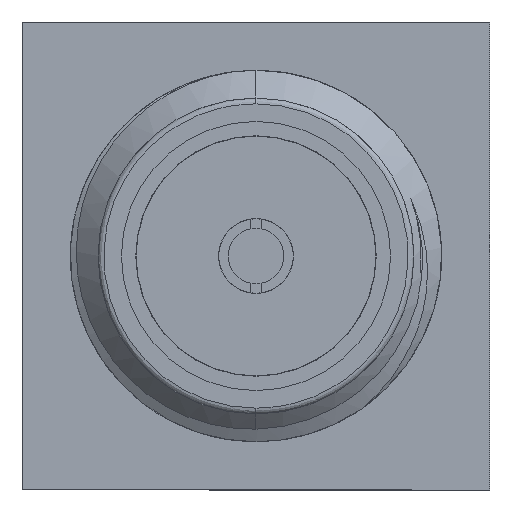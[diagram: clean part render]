
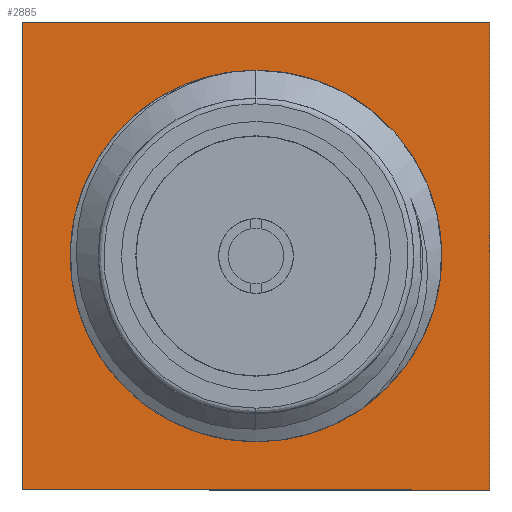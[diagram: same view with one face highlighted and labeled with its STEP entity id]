
A CAD part, left-side view. The second image highlights one B-rep face of the part: STEP entity #2885.
In plain terms, the highlighted planar face has unit normal (-1, 0, 0).
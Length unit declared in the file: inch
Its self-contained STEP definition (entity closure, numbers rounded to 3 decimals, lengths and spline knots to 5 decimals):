
#45 = CARTESIAN_POINT ( 'NONE',  ( 0.31024, 0.15748, 0.15748 ) ) ;
#92 = VERTEX_POINT ( 'NONE', #2235 ) ;
#242 = LINE ( 'NONE', #1026, #1308 ) ;
#380 = DIRECTION ( 'NONE',  ( 0., 0., 1. ) ) ;
#499 = CARTESIAN_POINT ( 'NONE',  ( 0.31024, 0., 0.1063 ) ) ;
#534 = LINE ( 'NONE', #45, #737 ) ;
#609 = PLANE ( 'NONE',  #3109 ) ;
#716 = CARTESIAN_POINT ( 'NONE',  ( 0.31024, 0.15748, 0.15748 ) ) ;
#725 = CARTESIAN_POINT ( 'NONE',  ( 0.31024, 0., 0. ) ) ;
#730 = CIRCLE ( 'NONE', #3006, 0.1063 ) ;
#737 = VECTOR ( 'NONE', #2526, 39.37008 ) ;
#763 = ORIENTED_EDGE ( 'NONE', *, *, #2407, .T. ) ;
#809 = DIRECTION ( 'NONE',  ( 0., -1., 0. ) ) ;
#825 = VECTOR ( 'NONE', #2581, 39.37008 ) ;
#863 = FACE_BOUND ( 'NONE', #2645, .T. ) ;
#891 = AXIS2_PLACEMENT_3D ( 'NONE', #934, #3146, #2921 ) ;
#934 = CARTESIAN_POINT ( 'NONE',  ( 0.31024, 0., 0. ) ) ;
#1026 = CARTESIAN_POINT ( 'NONE',  ( 0.31024, 0.15748, -0.15748 ) ) ;
#1113 = FACE_OUTER_BOUND ( 'NONE', #2551, .T. ) ;
#1147 = VECTOR ( 'NONE', #2740, 39.37008 ) ;
#1149 = CARTESIAN_POINT ( 'NONE',  ( 0.31024, 0., 0. ) ) ;
#1182 = EDGE_CURVE ( 'NONE', #2472, #92, #2692, .T. ) ;
#1213 = VERTEX_POINT ( 'NONE', #1215 ) ;
#1215 = CARTESIAN_POINT ( 'NONE',  ( 0.31024, -0.15748, -0.15748 ) ) ;
#1255 = DIRECTION ( 'NONE',  ( 0., 0., -1. ) ) ;
#1275 = DIRECTION ( 'NONE',  ( 1., 0., 0. ) ) ;
#1293 = LINE ( 'NONE', #3091, #825 ) ;
#1308 = VECTOR ( 'NONE', #809, 39.37008 ) ;
#1352 = EDGE_CURVE ( 'NONE', #1945, #1213, #242, .T. ) ;
#1708 = EDGE_CURVE ( 'NONE', #1213, #2472, #1293, .T. ) ;
#1945 = VERTEX_POINT ( 'NONE', #2684 ) ;
#2094 = ORIENTED_EDGE ( 'NONE', *, *, #1352, .T. ) ;
#2137 = EDGE_CURVE ( 'NONE', #3193, #2292, #2694, .T. ) ;
#2196 = ORIENTED_EDGE ( 'NONE', *, *, #1182, .T. ) ;
#2235 = CARTESIAN_POINT ( 'NONE',  ( 0.31024, 0.15748, 0.15748 ) ) ;
#2292 = VERTEX_POINT ( 'NONE', #2474 ) ;
#2407 = EDGE_CURVE ( 'NONE', #2292, #3193, #730, .T. ) ;
#2472 = VERTEX_POINT ( 'NONE', #3009 ) ;
#2474 = CARTESIAN_POINT ( 'NONE',  ( 0.31024, 0., -0.1063 ) ) ;
#2526 = DIRECTION ( 'NONE',  ( 0., 0., -1. ) ) ;
#2551 = EDGE_LOOP ( 'NONE', ( #2094, #3069, #2196, #2681 ) ) ;
#2581 = DIRECTION ( 'NONE',  ( 0., 0., 1. ) ) ;
#2645 = EDGE_LOOP ( 'NONE', ( #763, #2722 ) ) ;
#2656 = DIRECTION ( 'NONE',  ( -1., 0., 0. ) ) ;
#2681 = ORIENTED_EDGE ( 'NONE', *, *, #3173, .T. ) ;
#2684 = CARTESIAN_POINT ( 'NONE',  ( 0.31024, 0.15748, -0.15748 ) ) ;
#2692 = LINE ( 'NONE', #716, #1147 ) ;
#2694 = CIRCLE ( 'NONE', #891, 0.1063 ) ;
#2722 = ORIENTED_EDGE ( 'NONE', *, *, #2137, .T. ) ;
#2740 = DIRECTION ( 'NONE',  ( 0., 1., 0. ) ) ;
#2885 = ADVANCED_FACE ( 'NONE', ( #863, #1113 ), #609, .T. ) ;
#2921 = DIRECTION ( 'NONE',  ( 0., 0., -1. ) ) ;
#3006 = AXIS2_PLACEMENT_3D ( 'NONE', #725, #1275, #1255 ) ;
#3009 = CARTESIAN_POINT ( 'NONE',  ( 0.31024, -0.15748, 0.15748 ) ) ;
#3069 = ORIENTED_EDGE ( 'NONE', *, *, #1708, .T. ) ;
#3091 = CARTESIAN_POINT ( 'NONE',  ( 0.31024, -0.15748, 0.15748 ) ) ;
#3109 = AXIS2_PLACEMENT_3D ( 'NONE', #1149, #2656, #380 ) ;
#3146 = DIRECTION ( 'NONE',  ( 1., 0., 0. ) ) ;
#3173 = EDGE_CURVE ( 'NONE', #92, #1945, #534, .T. ) ;
#3193 = VERTEX_POINT ( 'NONE', #499 ) ;
